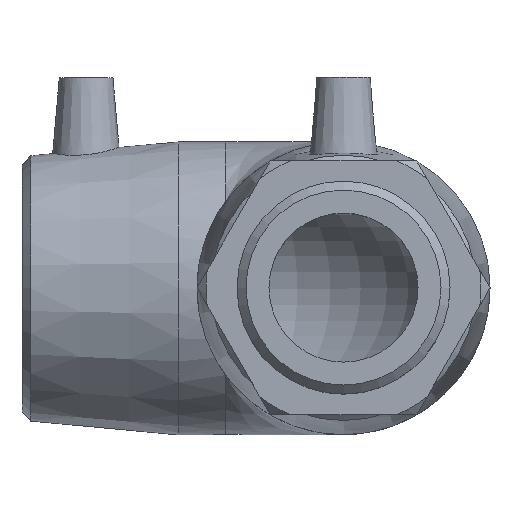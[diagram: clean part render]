
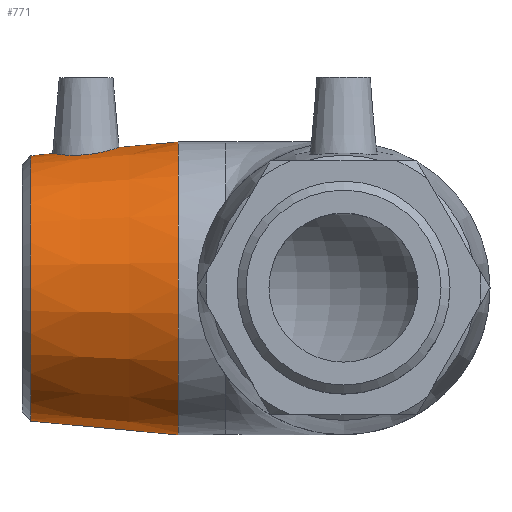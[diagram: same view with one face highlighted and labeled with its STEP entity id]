
A CAD part, top view. The second image highlights one B-rep face of the part: STEP entity #771.
In plain terms, the highlighted conical face has half-angle 5.364 degrees and reference radius 38.95 mm.
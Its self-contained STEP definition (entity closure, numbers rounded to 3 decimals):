
#17=B_SPLINE_CURVE_WITH_KNOTS('',3,(#1342,#1343,#1344,#1345,#1346,#1347,
#1348,#1349,#1350,#1351,#1352,#1353,#1354,#1355,#1356,#1357,#1358,#1359,
#1360,#1361,#1362,#1363,#1364,#1365,#1366,#1367,#1368,#1369,#1370,#1371,
#1372,#1373,#1374,#1375),.UNSPECIFIED.,.T.,.F.,(4,2,2,2,2,2,2,2,2,2,2,2,
2,2,2,2,4),(0.,0.346,0.692,1.04,1.388,
1.736,2.084,2.43,2.776,3.14,
3.504,3.862,4.22,4.578,4.936,
5.3,5.665),.UNSPECIFIED.);
#123=FACE_BOUND('',#248,.T.);
#124=FACE_BOUND('',#249,.T.);
#180=FACE_OUTER_BOUND('',#247,.T.);
#247=EDGE_LOOP('',(#642));
#248=EDGE_LOOP('',(#643));
#249=EDGE_LOOP('',(#644));
#333=CIRCLE('',#854,37.136);
#334=CIRCLE('',#856,41.);
#407=VERTEX_POINT('',#1336);
#408=VERTEX_POINT('',#1339);
#409=VERTEX_POINT('',#1341);
#501=EDGE_CURVE('',#407,#407,#333,.T.);
#502=EDGE_CURVE('',#408,#408,#334,.T.);
#503=EDGE_CURVE('',#409,#409,#17,.T.);
#642=ORIENTED_EDGE('',*,*,#502,.F.);
#643=ORIENTED_EDGE('',*,*,#503,.T.);
#644=ORIENTED_EDGE('',*,*,#501,.F.);
#738=CONICAL_SURFACE('',#855,38.95,5.364);
#771=ADVANCED_FACE('',(#180,#123,#124),#738,.T.);
#854=AXIS2_PLACEMENT_3D('',#1337,#1028,#1029);
#855=AXIS2_PLACEMENT_3D('',#1338,#1030,#1031);
#856=AXIS2_PLACEMENT_3D('',#1340,#1032,#1033);
#1028=DIRECTION('center_axis',(-1.,0.,0.));
#1029=DIRECTION('ref_axis',(0.,-1.,0.));
#1030=DIRECTION('center_axis',(1.,0.,0.));
#1031=DIRECTION('ref_axis',(0.,1.,0.));
#1032=DIRECTION('center_axis',(1.,0.,0.));
#1033=DIRECTION('ref_axis',(0.,0.,-1.));
#1336=CARTESIAN_POINT('',(-87.491,37.136,0.));
#1337=CARTESIAN_POINT('Origin',(-87.491,0.,0.));
#1338=CARTESIAN_POINT('Origin',(-68.167,0.,
0.));
#1339=CARTESIAN_POINT('',(-46.333,41.,0.));
#1340=CARTESIAN_POINT('Origin',(-46.333,0.,
0.));
#1341=CARTESIAN_POINT('',(-72.339,37.399,9.385));
#1342=CARTESIAN_POINT('Ctrl Pts',(-72.339,37.399,9.385));
#1343=CARTESIAN_POINT('Ctrl Pts',(-73.488,37.294,9.359));
#1344=CARTESIAN_POINT('Ctrl Pts',(-74.71,37.242,9.102));
#1345=CARTESIAN_POINT('Ctrl Pts',(-76.951,37.254,8.117));
#1346=CARTESIAN_POINT('Ctrl Pts',(-77.969,37.314,7.389));
#1347=CARTESIAN_POINT('Ctrl Pts',(-79.573,37.452,5.729));
#1348=CARTESIAN_POINT('Ctrl Pts',(-80.268,37.54,4.682));
#1349=CARTESIAN_POINT('Ctrl Pts',(-81.187,37.669,2.398));
#1350=CARTESIAN_POINT('Ctrl Pts',(-81.413,37.706,1.16));
#1351=CARTESIAN_POINT('Ctrl Pts',(-81.413,37.706,-1.16));
#1352=CARTESIAN_POINT('Ctrl Pts',(-81.187,37.669,-2.398));
#1353=CARTESIAN_POINT('Ctrl Pts',(-80.268,37.54,-4.682));
#1354=CARTESIAN_POINT('Ctrl Pts',(-79.573,37.452,-5.729));
#1355=CARTESIAN_POINT('Ctrl Pts',(-77.969,37.314,-7.389));
#1356=CARTESIAN_POINT('Ctrl Pts',(-76.951,37.254,-8.117));
#1357=CARTESIAN_POINT('Ctrl Pts',(-74.71,37.242,-9.102));
#1358=CARTESIAN_POINT('Ctrl Pts',(-73.488,37.294,-9.359));
#1359=CARTESIAN_POINT('Ctrl Pts',(-71.13,37.509,-9.413));
#1360=CARTESIAN_POINT('Ctrl Pts',(-69.848,37.691,-9.189));
#1361=CARTESIAN_POINT('Ctrl Pts',(-67.499,38.137,-8.237));
#1362=CARTESIAN_POINT('Ctrl Pts',(-66.431,38.395,-7.509));
#1363=CARTESIAN_POINT('Ctrl Pts',(-64.76,38.843,-5.835));
#1364=CARTESIAN_POINT('Ctrl Pts',(-64.039,39.063,-4.781));
#1365=CARTESIAN_POINT('Ctrl Pts',(-63.079,39.368,-2.46));
#1366=CARTESIAN_POINT('Ctrl Pts',(-62.84,39.45,-1.193));
#1367=CARTESIAN_POINT('Ctrl Pts',(-62.84,39.45,1.193));
#1368=CARTESIAN_POINT('Ctrl Pts',(-63.079,39.368,2.46));
#1369=CARTESIAN_POINT('Ctrl Pts',(-64.039,39.063,4.781));
#1370=CARTESIAN_POINT('Ctrl Pts',(-64.76,38.843,5.835));
#1371=CARTESIAN_POINT('Ctrl Pts',(-66.431,38.395,7.509));
#1372=CARTESIAN_POINT('Ctrl Pts',(-67.499,38.137,8.237));
#1373=CARTESIAN_POINT('Ctrl Pts',(-69.848,37.691,9.189));
#1374=CARTESIAN_POINT('Ctrl Pts',(-71.13,37.509,9.413));
#1375=CARTESIAN_POINT('Ctrl Pts',(-72.339,37.399,9.385));
